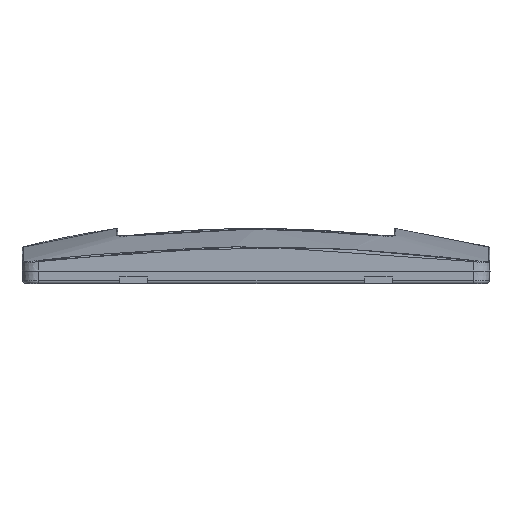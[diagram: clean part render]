
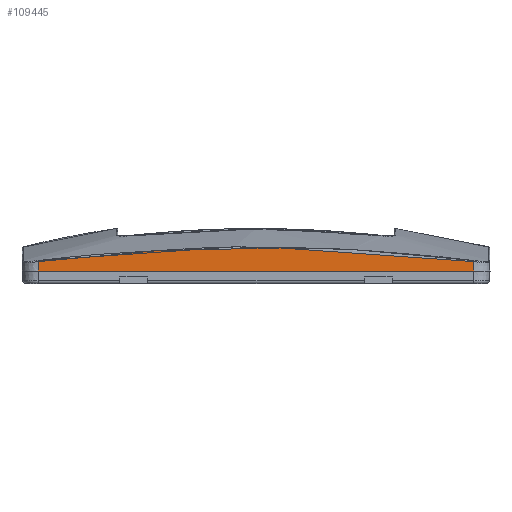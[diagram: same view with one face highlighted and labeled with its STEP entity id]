
A CAD part, left-side view. The second image highlights one B-rep face of the part: STEP entity #109445.
In plain terms, the highlighted planar face has unit normal (-1, 0, 0.018).
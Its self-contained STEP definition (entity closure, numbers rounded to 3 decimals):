
#347 = FACE_OUTER_BOUND ( 'NONE', #90445, .T. ) ;
#2129 = VERTEX_POINT ( 'NONE', #70303 ) ;
#2371 = B_SPLINE_CURVE_WITH_KNOTS ( 'NONE', 3,
 ( #39061, #74188, #92581, #83639 ),
 .UNSPECIFIED., .F., .F.,
 ( 4, 4 ),
 ( 0., 1. ),
 .UNSPECIFIED. ) ;
#11508 = EDGE_CURVE ( 'NONE', #2129, #86952, #69585, .T. ) ;
#18988 = CARTESIAN_POINT ( 'NONE',  ( -42.94, -26.649, 5.718 ) ) ;
#20332 = B_SPLINE_CURVE_WITH_KNOTS ( 'NONE', 3,
 ( #105468, #88723, #72557, #64711 ),
 .UNSPECIFIED., .F., .F.,
 ( 4, 4 ),
 ( 0., 1. ),
 .UNSPECIFIED. ) ;
#23199 = VERTEX_POINT ( 'NONE', #49073 ) ;
#27698 = CARTESIAN_POINT ( 'NONE',  ( -43., 0., 2.3 ) ) ;
#29989 = VERTEX_POINT ( 'NONE', #95680 ) ;
#30269 = CARTESIAN_POINT ( 'NONE',  ( -42.99, -40., 2.875 ) ) ;
#37525 = CARTESIAN_POINT ( 'NONE',  ( -43., -40., 2.3 ) ) ;
#39061 = CARTESIAN_POINT ( 'NONE',  ( -43., 40., 2.3 ) ) ;
#39198 = EDGE_CURVE ( 'NONE', #29989, #23199, #2371, .T. ) ;
#44622 = CARTESIAN_POINT ( 'NONE',  ( -42.926, 13.315, 6.565 ) ) ;
#46981 = CARTESIAN_POINT ( 'NONE',  ( -42.98, -40., 3.45 ) ) ;
#49073 = CARTESIAN_POINT ( 'NONE',  ( -42.97, 40., 4.025 ) ) ;
#53003 = CARTESIAN_POINT ( 'NONE',  ( -42.926, -13.316, 6.565 ) ) ;
#53323 = DIRECTION ( 'NONE',  ( 0., 1., 0. ) ) ;
#56453 = CARTESIAN_POINT ( 'NONE',  ( -42.97, -40., 4.025 ) ) ;
#59936 = CARTESIAN_POINT ( 'NONE',  ( -43., -40., 2.3 ) ) ;
#64711 = CARTESIAN_POINT ( 'NONE',  ( -43., 40., 2.3 ) ) ;
#66005 = B_SPLINE_CURVE_WITH_KNOTS ( 'NONE', 3,
 ( #109601, #18988, #53003, #44622, #78661, #92274 ),
 .UNSPECIFIED., .F., .F.,
 ( 4, 2, 4 ),
 ( 0., 0.5, 1. ),
 .UNSPECIFIED. ) ;
#69585 = B_SPLINE_CURVE_WITH_KNOTS ( 'NONE', 3,
 ( #56453, #46981, #30269, #37525 ),
 .UNSPECIFIED., .F., .F.,
 ( 4, 4 ),
 ( 0., 1. ),
 .UNSPECIFIED. ) ;
#70303 = CARTESIAN_POINT ( 'NONE',  ( -42.97, -40., 4.025 ) ) ;
#72557 = CARTESIAN_POINT ( 'NONE',  ( -43., 13.333, 2.3 ) ) ;
#74188 = CARTESIAN_POINT ( 'NONE',  ( -42.99, 40., 2.875 ) ) ;
#78661 = CARTESIAN_POINT ( 'NONE',  ( -42.94, 26.649, 5.718 ) ) ;
#83639 = CARTESIAN_POINT ( 'NONE',  ( -42.97, 40., 4.025 ) ) ;
#83838 = ORIENTED_EDGE ( 'NONE', *, *, #11508, .F. ) ;
#86130 = ORIENTED_EDGE ( 'NONE', *, *, #108939, .F. ) ;
#86952 = VERTEX_POINT ( 'NONE', #59936 ) ;
#88683 = AXIS2_PLACEMENT_3D ( 'NONE', #27698, #95732, #53323 ) ;
#88723 = CARTESIAN_POINT ( 'NONE',  ( -43., -13.333, 2.3 ) ) ;
#90445 = EDGE_LOOP ( 'NONE', ( #86130, #83838, #105260, #102585 ) ) ;
#92274 = CARTESIAN_POINT ( 'NONE',  ( -42.97, 40., 4.025 ) ) ;
#92581 = CARTESIAN_POINT ( 'NONE',  ( -42.98, 40., 3.45 ) ) ;
#95680 = CARTESIAN_POINT ( 'NONE',  ( -43., 40., 2.3 ) ) ;
#95732 = DIRECTION ( 'NONE',  ( -1., 0., 0.017 ) ) ;
#102475 = PLANE ( 'NONE',  #88683 ) ;
#102585 = ORIENTED_EDGE ( 'NONE', *, *, #39198, .F. ) ;
#103124 = EDGE_CURVE ( 'NONE', #2129, #23199, #66005, .T. ) ;
#105260 = ORIENTED_EDGE ( 'NONE', *, *, #103124, .T. ) ;
#105468 = CARTESIAN_POINT ( 'NONE',  ( -43., -40., 2.3 ) ) ;
#108939 = EDGE_CURVE ( 'NONE', #86952, #29989, #20332, .T. ) ;
#109445 = ADVANCED_FACE ( 'NONE', ( #347 ), #102475, .T. ) ;
#109601 = CARTESIAN_POINT ( 'NONE',  ( -42.97, -40., 4.025 ) ) ;
